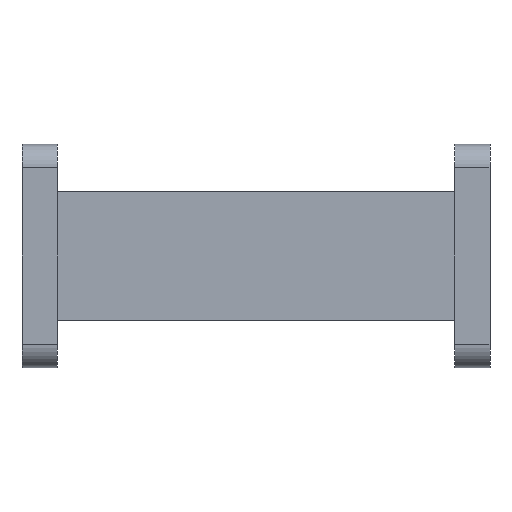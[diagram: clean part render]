
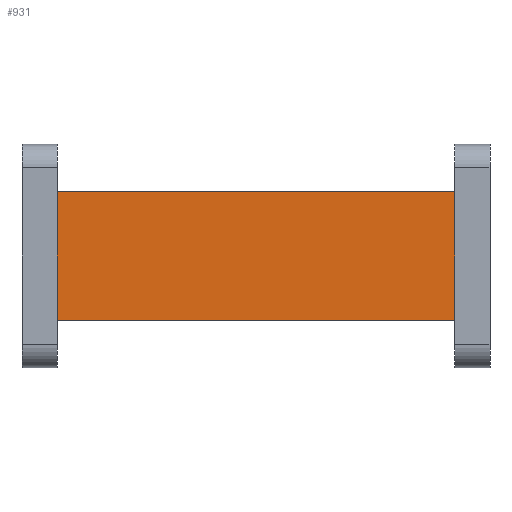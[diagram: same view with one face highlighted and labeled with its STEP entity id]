
A CAD part, front view. The second image highlights one B-rep face of the part: STEP entity #931.
In plain terms, the highlighted planar face has unit normal (0, -1, 0).
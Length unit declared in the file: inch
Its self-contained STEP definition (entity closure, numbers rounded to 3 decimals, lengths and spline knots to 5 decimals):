
#53 = VERTEX_POINT ( 'NONE', #331 ) ;
#66 = EDGE_LOOP ( 'NONE', ( #1135, #541, #1387, #456 ) ) ;
#69 = VECTOR ( 'NONE', #552, 39.37008 ) ;
#87 = CARTESIAN_POINT ( 'NONE',  ( -0.7874, -0.12906, -0.21654 ) ) ;
#120 = AXIS2_PLACEMENT_3D ( 'NONE', #1466, #691, #1482 ) ;
#156 = CARTESIAN_POINT ( 'NONE',  ( -0.7874, -0.12906, 0.21654 ) ) ;
#176 = VERTEX_POINT ( 'NONE', #610 ) ;
#178 = EDGE_CURVE ( 'NONE', #53, #176, #1168, .T. ) ;
#197 = PLANE ( 'NONE',  #120 ) ;
#268 = VECTOR ( 'NONE', #671, 39.37008 ) ;
#331 = CARTESIAN_POINT ( 'NONE',  ( 0.66929, -0.12906, -0.21654 ) ) ;
#365 = CARTESIAN_POINT ( 'NONE',  ( 0.66929, -0.12906, 0.21654 ) ) ;
#386 = DIRECTION ( 'NONE',  ( 0., 0., 1. ) ) ;
#435 = VERTEX_POINT ( 'NONE', #892 ) ;
#456 = ORIENTED_EDGE ( 'NONE', *, *, #1264, .F. ) ;
#533 = VERTEX_POINT ( 'NONE', #1312 ) ;
#541 = ORIENTED_EDGE ( 'NONE', *, *, #1052, .T. ) ;
#552 = DIRECTION ( 'NONE',  ( 1., 0., 0. ) ) ;
#566 = CARTESIAN_POINT ( 'NONE',  ( -0.66929, -0.12906, 0. ) ) ;
#610 = CARTESIAN_POINT ( 'NONE',  ( 0.66929, -0.12906, 0.21654 ) ) ;
#614 = DIRECTION ( 'NONE',  ( 1., 0., 0. ) ) ;
#671 = DIRECTION ( 'NONE',  ( 0., 0., 1. ) ) ;
#691 = DIRECTION ( 'NONE',  ( 0., 1., 0. ) ) ;
#892 = CARTESIAN_POINT ( 'NONE',  ( -0.66929, -0.12906, 0.21654 ) ) ;
#899 = LINE ( 'NONE', #566, #268 ) ;
#931 = ADVANCED_FACE ( 'NONE', ( #1265 ), #197, .F. ) ;
#959 = EDGE_CURVE ( 'NONE', #533, #435, #899, .T. ) ;
#968 = LINE ( 'NONE', #156, #1286 ) ;
#1052 = EDGE_CURVE ( 'NONE', #533, #53, #1235, .T. ) ;
#1135 = ORIENTED_EDGE ( 'NONE', *, *, #959, .F. ) ;
#1168 = LINE ( 'NONE', #365, #1327 ) ;
#1235 = LINE ( 'NONE', #87, #69 ) ;
#1264 = EDGE_CURVE ( 'NONE', #435, #176, #968, .T. ) ;
#1265 = FACE_OUTER_BOUND ( 'NONE', #66, .T. ) ;
#1286 = VECTOR ( 'NONE', #614, 39.37008 ) ;
#1312 = CARTESIAN_POINT ( 'NONE',  ( -0.66929, -0.12906, -0.21654 ) ) ;
#1327 = VECTOR ( 'NONE', #386, 39.37008 ) ;
#1387 = ORIENTED_EDGE ( 'NONE', *, *, #178, .T. ) ;
#1466 = CARTESIAN_POINT ( 'NONE',  ( -0.7874, -0.12906, 0.21654 ) ) ;
#1482 = DIRECTION ( 'NONE',  ( 1., 0., 0. ) ) ;
